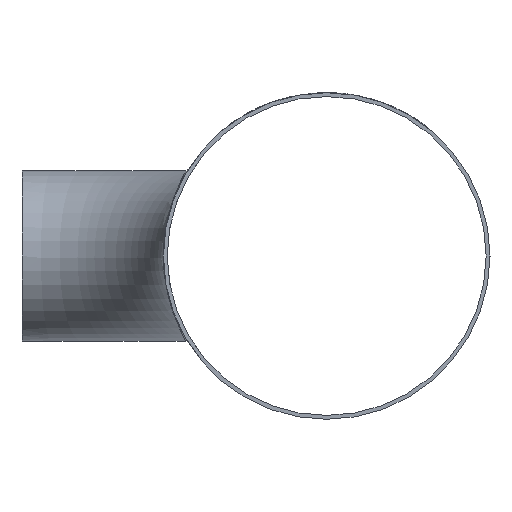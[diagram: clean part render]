
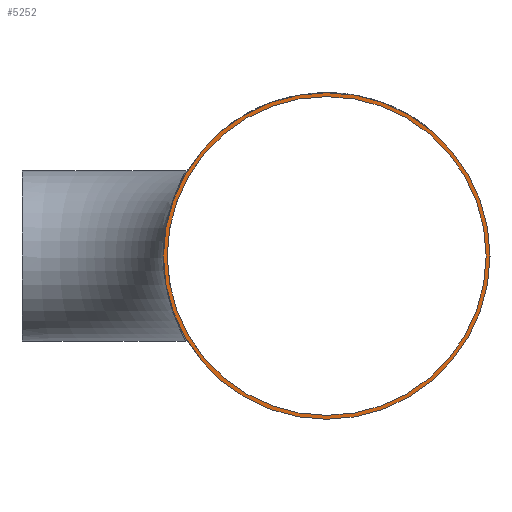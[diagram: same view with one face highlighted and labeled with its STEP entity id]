
A CAD part, left-side view. The second image highlights one B-rep face of the part: STEP entity #5252.
In plain terms, the highlighted planar face has unit normal (-1, 0, 0).
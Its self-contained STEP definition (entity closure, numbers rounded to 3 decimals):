
#2607 = CARTESIAN_POINT ( 'NONE',  ( -305., -204.4, -106.95 ) ) ;
#4952 = VERTEX_POINT ( 'NONE', #2607 ) ;
#5252 = ADVANCED_FACE ( 'NONE', ( #34973, #24075 ), #18861, .F. ) ;
#6911 = CARTESIAN_POINT ( 'NONE',  ( -305., -204.4, -109.55 ) ) ;
#7805 = CARTESIAN_POINT ( 'NONE',  ( -305., -204.4, 0. ) ) ;
#8132 = EDGE_CURVE ( 'NONE', #31416, #31416, #26575, .T. ) ;
#10744 = DIRECTION ( 'NONE',  ( 1., 0., 0. ) ) ;
#11784 = DIRECTION ( 'NONE',  ( 0., 0., -1. ) ) ;
#14271 = DIRECTION ( 'NONE',  ( 1., 0., 0. ) ) ;
#16276 = DIRECTION ( 'NONE',  ( 0., 0., -1. ) ) ;
#18696 = DIRECTION ( 'NONE',  ( 0., 0., -1. ) ) ;
#18861 = PLANE ( 'NONE',  #28281 ) ;
#19052 = EDGE_LOOP ( 'NONE', ( #24026 ) ) ;
#20162 = CARTESIAN_POINT ( 'NONE',  ( -305., -204.4, 0. ) ) ;
#23141 = AXIS2_PLACEMENT_3D ( 'NONE', #20162, #14271, #11784 ) ;
#23786 = CIRCLE ( 'NONE', #31210, 106.95 ) ;
#24026 = ORIENTED_EDGE ( 'NONE', *, *, #8132, .F. ) ;
#24075 = FACE_OUTER_BOUND ( 'NONE', #19052, .T. ) ;
#26575 = CIRCLE ( 'NONE', #23141, 109.55 ) ;
#28281 = AXIS2_PLACEMENT_3D ( 'NONE', #7805, #34626, #18696 ) ;
#31210 = AXIS2_PLACEMENT_3D ( 'NONE', #35059, #10744, #16276 ) ;
#31416 = VERTEX_POINT ( 'NONE', #6911 ) ;
#33511 = ORIENTED_EDGE ( 'NONE', *, *, #34114, .T. ) ;
#34114 = EDGE_CURVE ( 'NONE', #4952, #4952, #23786, .T. ) ;
#34574 = EDGE_LOOP ( 'NONE', ( #33511 ) ) ;
#34626 = DIRECTION ( 'NONE',  ( 1., 0., 0. ) ) ;
#34973 = FACE_BOUND ( 'NONE', #34574, .T. ) ;
#35059 = CARTESIAN_POINT ( 'NONE',  ( -305., -204.4, 0. ) ) ;
